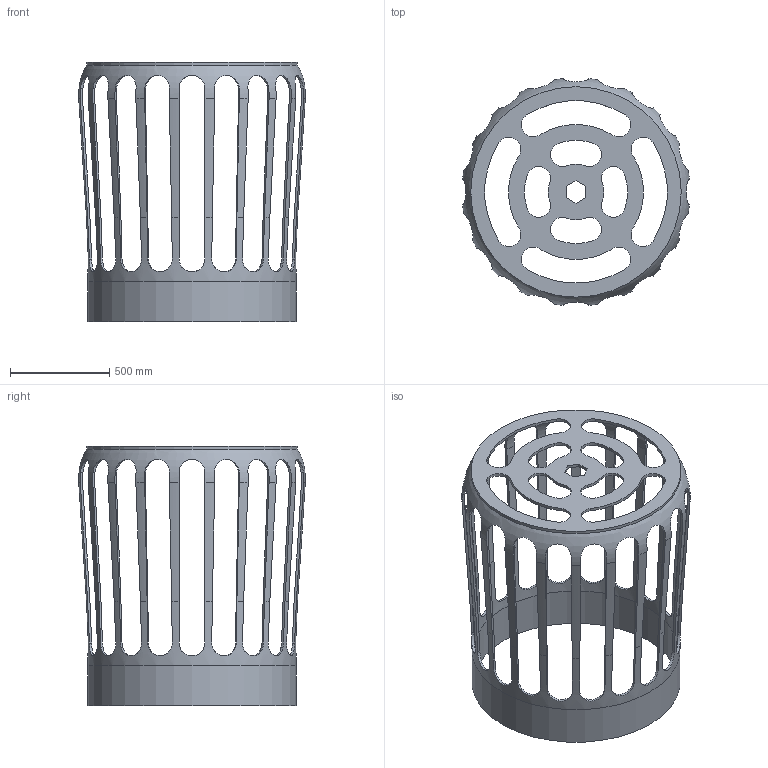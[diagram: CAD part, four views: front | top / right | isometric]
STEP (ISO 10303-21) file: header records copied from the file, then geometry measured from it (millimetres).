
FILE_DESCRIPTION(/* description */ (''),/* implementation_level */ '2;1');
FILE_NAME(/* name */ '12020.100X_3D.stp',/* time_stamp */ '2024-12-11T14:21:46+01:00',/* author */ ('CAD'),/* organization */ (''),/* preprocessor_version */ 'ST-DEVELOPER v20',/* originating_system */ 'AutoCAD Mechanical',/* authorisation */ '');
FILE_SCHEMA (('AUTOMOTIVE_DESIGN { 1 0 10303 214 3 1 1 }'));
Length unit declared in the file: centimetre
Products named in the file (2): Product; *S0
Assembly tree (1 placements, depth 2):
  Product
    *S0
Bounding box: 1142.38 x 1142.38 x 1305 mm (x, y, z)
Volume: 29950621.1 mm3; surface area: 5511140.9 mm2
Topology: 2 solids, 2 shells, 169 faces, 619 edges, 414 vertices
Faces by surface type: cylinder 75, plane 49, cone 41, torus 4
Full cylindrical faces by diameter (mm): 1026 x1, 1050 x1, 1060 x1
Entity records: 9671 total; most frequent: CARTESIAN_POINT 4817, ORIENTED_EDGE 1236, DIRECTION 799, EDGE_CURVE 618, VERTEX_POINT 412, AXIS2_PLACEMENT_3D 332, B_SPLINE_CURVE_WITH_KNOTS 244, EDGE_LOOP 188
